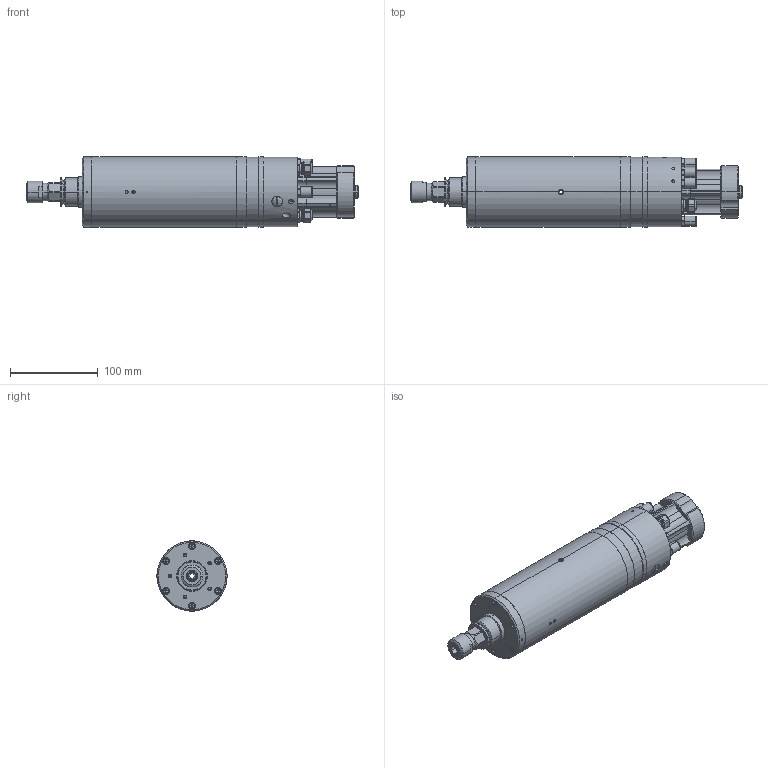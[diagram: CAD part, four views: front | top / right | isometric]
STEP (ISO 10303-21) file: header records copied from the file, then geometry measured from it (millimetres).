
FILE_DESCRIPTION (( 'STEP AP203' ), '1' );
FILE_NAME ('080A30HK-01-.STEP', '2013-03-18T10:57:25', ( '' ), ( '' ), 'SwSTEP 2.0', 'SolidWorks 2012', '' );
FILE_SCHEMA (( 'CONFIG_CONTROL_DESIGN' ));
Length unit declared in the file: millimetre
Products named in the file (1): 080A30HK-01-
Bounding box: 378.46 x 80 x 80 mm (x, y, z)
Surface area: 111165.5 mm2 (no closed solid volume)
Topology: 0 solids, 66 shells, 741 faces, 2225 edges, 1529 vertices
Faces by surface type: plane 312, cylinder 271, cone 98, torus 54, sphere 6
Entity records: 26513 total; most frequent: CARTESIAN_POINT 6104, DIRECTION 4609, ORIENTED_EDGE 3594, EDGE_CURVE 2207, AXIS2_PLACEMENT_3D 1766, VERTEX_POINT 1529, VECTOR 1077, LINE 1077
